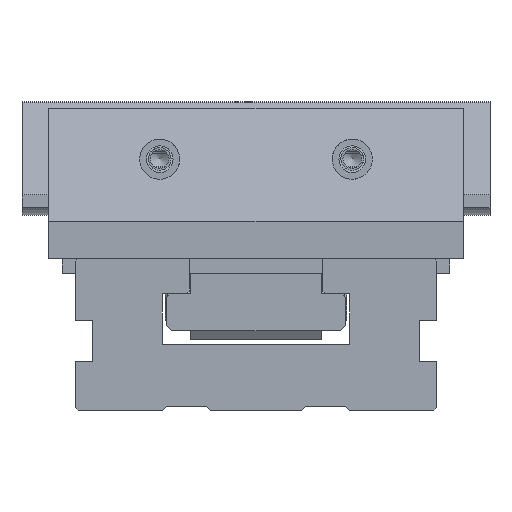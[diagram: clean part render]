
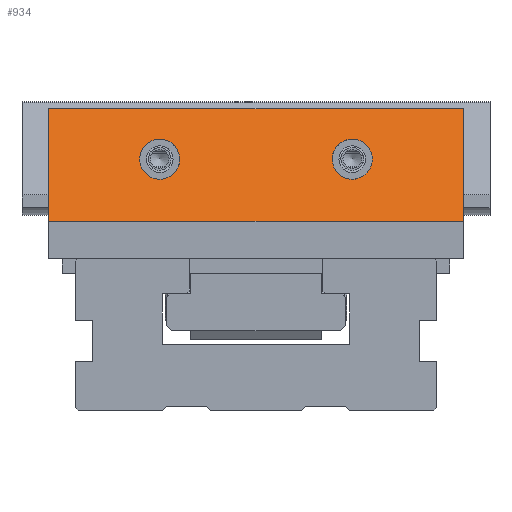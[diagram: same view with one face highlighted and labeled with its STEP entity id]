
A CAD part, left-side view. The second image highlights one B-rep face of the part: STEP entity #934.
In plain terms, the highlighted planar face has unit normal (-0.924, 0, 0.383).
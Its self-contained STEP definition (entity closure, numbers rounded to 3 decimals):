
#188=ELLIPSE('',#8206,8.118,7.5);
#189=ELLIPSE('',#8221,8.118,7.5);
#934=ADVANCED_FACE('',(#2979,#2980,#2981),#1307,.F.);
#1307=PLANE('',#8232);
#1804=LINE('',#12190,#2455);
#1807=LINE('',#12200,#2458);
#1815=LINE('',#12215,#2466);
#1832=LINE('',#12261,#2483);
#2455=VECTOR('',#9713,1.);
#2458=VECTOR('',#9722,1.);
#2466=VECTOR('',#9732,1.);
#2483=VECTOR('',#9769,1.);
#2979=FACE_BOUND('',#3549,.T.);
#2980=FACE_BOUND('',#3550,.T.);
#2981=FACE_BOUND('',#3551,.T.);
#3549=EDGE_LOOP('',(#5031,#5032,#5033,#5034));
#3550=EDGE_LOOP('',(#5035));
#3551=EDGE_LOOP('',(#5036));
#5031=ORIENTED_EDGE('',*,*,#7105,.T.);
#5032=ORIENTED_EDGE('',*,*,#7118,.T.);
#5033=ORIENTED_EDGE('',*,*,#7110,.T.);
#5034=ORIENTED_EDGE('',*,*,#7142,.T.);
#5035=ORIENTED_EDGE('',*,*,#7162,.F.);
#5036=ORIENTED_EDGE('',*,*,#7156,.F.);
#6229=VERTEX_POINT('',#12191);
#6230=VERTEX_POINT('',#12192);
#6233=VERTEX_POINT('',#12201);
#6234=VERTEX_POINT('',#12202);
#6265=VERTEX_POINT('',#12291);
#6272=VERTEX_POINT('',#12313);
#7105=EDGE_CURVE('',#6229,#6230,#1804,.T.);
#7110=EDGE_CURVE('',#6233,#6234,#1807,.T.);
#7118=EDGE_CURVE('',#6230,#6233,#1815,.T.);
#7142=EDGE_CURVE('',#6234,#6229,#1832,.T.);
#7156=EDGE_CURVE('',#6265,#6265,#188,.T.);
#7162=EDGE_CURVE('',#6272,#6272,#189,.T.);
#8206=AXIS2_PLACEMENT_3D('',#12290,#9804,#9805);
#8221=AXIS2_PLACEMENT_3D('',#12312,#9834,#9835);
#8232=AXIS2_PLACEMENT_3D('',#12328,#9856,#9857);
#9713=DIRECTION('',(0.,1.,0.));
#9722=DIRECTION('',(0.,-1.,0.));
#9732=DIRECTION('',(-0.383,0.,-0.924));
#9769=DIRECTION('',(0.383,0.,0.924));
#9804=DIRECTION('',(-0.924,0.,0.383));
#9805=DIRECTION('',(0.383,0.,0.924));
#9834=DIRECTION('',(-0.924,0.,0.383));
#9835=DIRECTION('',(0.383,0.,0.924));
#9856=DIRECTION('',(0.924,0.,-0.383));
#9857=DIRECTION('',(0.383,0.,0.924));
#12190=CARTESIAN_POINT('',(17.407,67.5,112.8));
#12191=CARTESIAN_POINT('',(17.407,-10.,112.8));
#12192=CARTESIAN_POINT('',(17.407,145.,112.8));
#12200=CARTESIAN_POINT('',(0.,67.5,70.777));
#12201=CARTESIAN_POINT('',(0.,145.,70.777));
#12202=CARTESIAN_POINT('',(0.,-10.,70.777));
#12215=CARTESIAN_POINT('',(0.992,145.,73.172));
#12261=CARTESIAN_POINT('',(0.992,-10.,73.172));
#12290=CARTESIAN_POINT('',(9.578,103.5,93.9));
#12291=CARTESIAN_POINT('',(12.685,103.5,101.4));
#12312=CARTESIAN_POINT('',(9.578,31.5,93.9));
#12313=CARTESIAN_POINT('',(12.685,31.5,101.4));
#12328=CARTESIAN_POINT('',(19.291,67.5,117.35));
